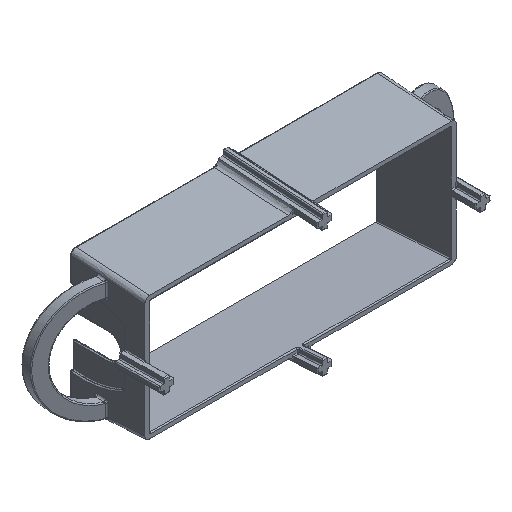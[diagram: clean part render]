
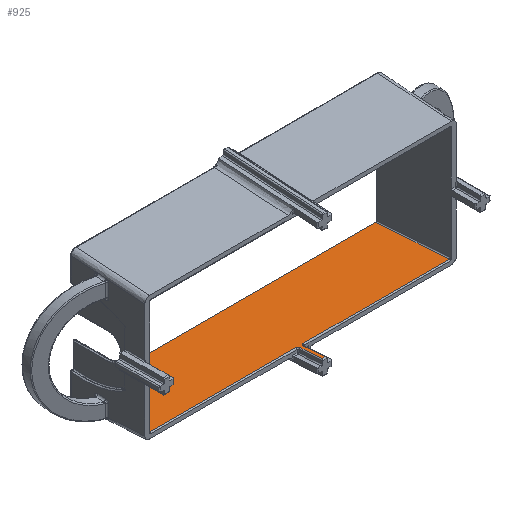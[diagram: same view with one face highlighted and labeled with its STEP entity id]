
A CAD part, isometric view. The second image highlights one B-rep face of the part: STEP entity #925.
In plain terms, the highlighted free-form (B-spline) face has degree [1, 1] with [2, 2] control points.
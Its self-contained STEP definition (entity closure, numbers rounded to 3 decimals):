
#925 = ADVANCED_FACE('',(#926),#1000,.F.);
#926 = FACE_BOUND('',#927,.T.);
#927 = EDGE_LOOP('',(#928,#937,#944,#951,#958,#965,#973,#980,#987,#994)
  );
#928 = ORIENTED_EDGE('',*,*,#929,.T.);
#929 = EDGE_CURVE('',#930,#932,#934,.T.);
#930 = VERTEX_POINT('',#931);
#931 = CARTESIAN_POINT('',(1.021,-37.281,
    -16.797));
#932 = VERTEX_POINT('',#933);
#933 = CARTESIAN_POINT('',(43.949,-37.281,
    -16.797));
#934 = B_SPLINE_CURVE_WITH_KNOTS('',1,(#935,#936),.UNSPECIFIED.,.F.,.F.,
  (2,2),(-36.681,-0.248),.PIECEWISE_BEZIER_KNOTS.);
#935 = CARTESIAN_POINT('',(1.021,-37.281,
    -16.797));
#936 = CARTESIAN_POINT('',(43.949,-37.281,
    -16.797));
#937 = ORIENTED_EDGE('',*,*,#938,.F.);
#938 = EDGE_CURVE('',#939,#932,#941,.T.);
#939 = VERTEX_POINT('',#940);
#940 = CARTESIAN_POINT('',(43.949,-15.705,
    -18.23));
#941 = B_SPLINE_CURVE_WITH_KNOTS('',1,(#942,#943),.UNSPECIFIED.,.F.,.F.,
  (2,2),(0.,18.352),.PIECEWISE_BEZIER_KNOTS.);
#942 = CARTESIAN_POINT('',(43.949,-15.705,
    -18.23));
#943 = CARTESIAN_POINT('',(43.949,-37.281,
    -16.797));
#944 = ORIENTED_EDGE('',*,*,#945,.T.);
#945 = EDGE_CURVE('',#939,#946,#948,.T.);
#946 = VERTEX_POINT('',#947);
#947 = CARTESIAN_POINT('',(-43.949,-15.705,
    -18.23));
#948 = B_SPLINE_CURVE_WITH_KNOTS('',1,(#949,#950),.UNSPECIFIED.,.F.,.F.,
  (2,2),(-37.3,37.3),.PIECEWISE_BEZIER_KNOTS.);
#949 = CARTESIAN_POINT('',(43.949,-15.705,
    -18.23));
#950 = CARTESIAN_POINT('',(-43.949,-15.705,
    -18.23));
#951 = ORIENTED_EDGE('',*,*,#952,.F.);
#952 = EDGE_CURVE('',#953,#946,#955,.T.);
#953 = VERTEX_POINT('',#954);
#954 = CARTESIAN_POINT('',(-43.949,-37.281,
    -16.797));
#955 = B_SPLINE_CURVE_WITH_KNOTS('',1,(#956,#957),.UNSPECIFIED.,.F.,.F.,
  (2,2),(0.,18.352),.PIECEWISE_BEZIER_KNOTS.);
#956 = CARTESIAN_POINT('',(-43.949,-37.281,
    -16.797));
#957 = CARTESIAN_POINT('',(-43.949,-15.705,
    -18.23));
#958 = ORIENTED_EDGE('',*,*,#959,.T.);
#959 = EDGE_CURVE('',#953,#960,#962,.T.);
#960 = VERTEX_POINT('',#961);
#961 = CARTESIAN_POINT('',(-1.021,-37.281,
    -16.797));
#962 = B_SPLINE_CURVE_WITH_KNOTS('',1,(#963,#964),.UNSPECIFIED.,.F.,.F.,
  (2,2),(-36.433,0.),.PIECEWISE_BEZIER_KNOTS.);
#963 = CARTESIAN_POINT('',(-43.949,-37.281,
    -16.797));
#964 = CARTESIAN_POINT('',(-1.021,-37.281,
    -16.797));
#965 = ORIENTED_EDGE('',*,*,#966,.T.);
#966 = EDGE_CURVE('',#960,#967,#969,.T.);
#967 = VERTEX_POINT('',#968);
#968 = CARTESIAN_POINT('',(-0.438,-37.865,
    -16.759));
#969 = ( BOUNDED_CURVE() B_SPLINE_CURVE(2,(#970,#971,#972),
.UNSPECIFIED.,.F.,.F.) B_SPLINE_CURVE_WITH_KNOTS((3,3),(3.142,
4.712),.PIECEWISE_BEZIER_KNOTS.) CURVE() 
GEOMETRIC_REPRESENTATION_ITEM() RATIONAL_B_SPLINE_CURVE((1.,
0.707,1.)) REPRESENTATION_ITEM('') );
#970 = CARTESIAN_POINT('',(-1.021,-37.281,
    -16.797));
#971 = CARTESIAN_POINT('',(-0.438,-37.281,
    -16.797));
#972 = CARTESIAN_POINT('',(-0.438,-37.865,
    -16.759));
#973 = ORIENTED_EDGE('',*,*,#974,.F.);
#974 = EDGE_CURVE('',#975,#967,#977,.T.);
#975 = VERTEX_POINT('',#976);
#976 = CARTESIAN_POINT('',(-0.438,-44.431,
    -16.323));
#977 = B_SPLINE_CURVE_WITH_KNOTS('',1,(#978,#979),.UNSPECIFIED.,.F.,.F.,
  (2,2),(-35.765,-30.18),.PIECEWISE_BEZIER_KNOTS.);
#978 = CARTESIAN_POINT('',(-0.438,-44.431,
    -16.323));
#979 = CARTESIAN_POINT('',(-0.438,-37.865,
    -16.759));
#980 = ORIENTED_EDGE('',*,*,#981,.F.);
#981 = EDGE_CURVE('',#982,#975,#984,.T.);
#982 = VERTEX_POINT('',#983);
#983 = CARTESIAN_POINT('',(0.438,-44.431,
    -16.323));
#984 = B_SPLINE_CURVE_WITH_KNOTS('',1,(#985,#986),.UNSPECIFIED.,.F.,.F.,
  (2,2),(0.248,0.991),.PIECEWISE_BEZIER_KNOTS.);
#985 = CARTESIAN_POINT('',(0.438,-44.431,
    -16.323));
#986 = CARTESIAN_POINT('',(-0.438,-44.431,
    -16.323));
#987 = ORIENTED_EDGE('',*,*,#988,.T.);
#988 = EDGE_CURVE('',#982,#989,#991,.T.);
#989 = VERTEX_POINT('',#990);
#990 = CARTESIAN_POINT('',(0.438,-37.865,-16.759
    ));
#991 = B_SPLINE_CURVE_WITH_KNOTS('',1,(#992,#993),.UNSPECIFIED.,.F.,.F.,
  (2,2),(-5.569,0.016),.PIECEWISE_BEZIER_KNOTS.);
#992 = CARTESIAN_POINT('',(0.438,-44.431,
    -16.323));
#993 = CARTESIAN_POINT('',(0.438,-37.865,-16.759
    ));
#994 = ORIENTED_EDGE('',*,*,#995,.T.);
#995 = EDGE_CURVE('',#989,#930,#996,.T.);
#996 = ( BOUNDED_CURVE() B_SPLINE_CURVE(2,(#997,#998,#999),
.UNSPECIFIED.,.F.,.F.) B_SPLINE_CURVE_WITH_KNOTS((3,3),(4.712,
6.283),.PIECEWISE_BEZIER_KNOTS.) CURVE() 
GEOMETRIC_REPRESENTATION_ITEM() RATIONAL_B_SPLINE_CURVE((1.,
0.707,1.)) REPRESENTATION_ITEM('') );
#997 = CARTESIAN_POINT('',(0.438,-37.865,-16.759
    ));
#998 = CARTESIAN_POINT('',(0.438,-37.281,
    -16.797));
#999 = CARTESIAN_POINT('',(1.021,-37.281,
    -16.797));
#1000 = B_SPLINE_SURFACE_WITH_KNOTS('',1,1,(
    (#1001,#1002)
    ,(#1003,#1004
    )),.UNSPECIFIED.,.F.,.F.,.F.,(2,2),(2,2),(-35.765,
    -11.331),(-37.3,37.3),
  .PIECEWISE_BEZIER_KNOTS.);
#1001 = CARTESIAN_POINT('',(-43.949,-44.431,
    -16.323));
#1002 = CARTESIAN_POINT('',(43.949,-44.431,
    -16.323));
#1003 = CARTESIAN_POINT('',(-43.949,-15.705,
    -18.23));
#1004 = CARTESIAN_POINT('',(43.949,-15.705,
    -18.23));
